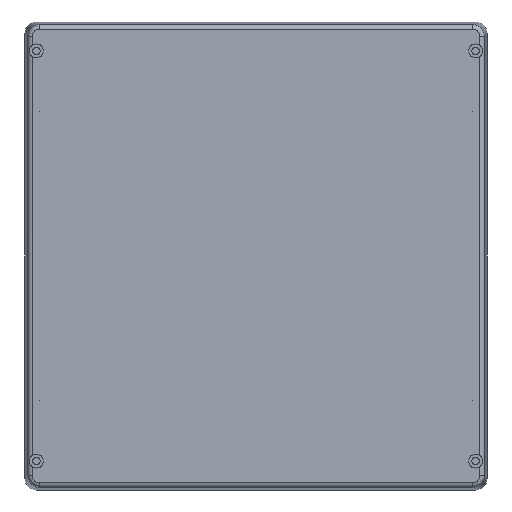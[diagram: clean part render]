
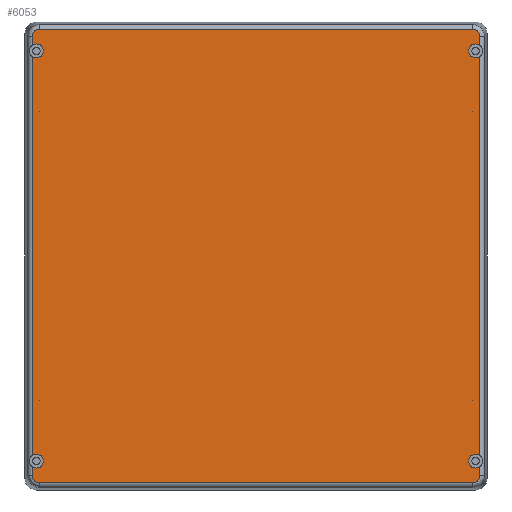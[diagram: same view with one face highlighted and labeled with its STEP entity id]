
A CAD part, front view. The second image highlights one B-rep face of the part: STEP entity #6053.
In plain terms, the highlighted planar face has unit normal (0, -1, 0).
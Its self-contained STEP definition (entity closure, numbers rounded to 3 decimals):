
#2682=DIRECTION('',(0.,0.,1.));
#2683=VECTOR('',#2682,345.439);
#2684=CARTESIAN_POINT('',(193.626,-140.,-172.719));
#2685=LINE('',#2684,#2683);
#2689=CARTESIAN_POINT('',(190.,-140.,-177.5));
#2690=DIRECTION('',(0.,-1.,0.));
#2691=DIRECTION('',(0.604,0.,0.797));
#2692=AXIS2_PLACEMENT_3D('',#2689,#2690,#2691);
#2697=CARTESIAN_POINT('',(190.,-140.,-177.5));
#2698=DIRECTION('',(0.,-1.,0.));
#2699=DIRECTION('',(-1.,0.,0.));
#2700=AXIS2_PLACEMENT_3D('',#2697,#2698,#2699);
#2705=DIRECTION('',(0.,0.,1.));
#2706=VECTOR('',#2705,7.846);
#2707=CARTESIAN_POINT('',(193.626,-140.,
-190.126));
#2708=LINE('',#2707,#2706);
#2712=CARTESIAN_POINT('',(187.626,-140.,
-196.126));
#2713=CARTESIAN_POINT('',(188.081,-140.,
-196.125));
#2714=CARTESIAN_POINT('',(188.966,-140.,
-196.025));
#2715=CARTESIAN_POINT('',(190.25,-140.,
-195.578));
#2716=CARTESIAN_POINT('',(191.398,-140.,-194.857));
#2717=CARTESIAN_POINT('',(192.357,-140.,-193.897));
#2718=CARTESIAN_POINT('',(193.077,-140.,
-192.751));
#2719=CARTESIAN_POINT('',(193.525,-140.,
-191.468));
#2720=CARTESIAN_POINT('',(193.625,-140.,
-190.582));
#2721=CARTESIAN_POINT('',(193.626,-140.,
-190.126));
#2726=DIRECTION('',(1.,0.,0.));
#2727=VECTOR('',#2726,375.253);
#2728=CARTESIAN_POINT('',(-187.626,-140.,
-196.126));
#2729=LINE('',#2728,#2727);
#2733=CARTESIAN_POINT('',(-193.626,-140.,
-190.126));
#2734=CARTESIAN_POINT('',(-193.625,-140.,
-190.581));
#2735=CARTESIAN_POINT('',(-193.525,-140.,
-191.466));
#2736=CARTESIAN_POINT('',(-193.078,-140.,
-192.75));
#2737=CARTESIAN_POINT('',(-192.357,-140.,-193.898));
#2738=CARTESIAN_POINT('',(-191.397,-140.,-194.857));
#2739=CARTESIAN_POINT('',(-190.251,-140.,
-195.577));
#2740=CARTESIAN_POINT('',(-188.968,-140.,
-196.025));
#2741=CARTESIAN_POINT('',(-188.082,-140.,
-196.125));
#2742=CARTESIAN_POINT('',(-187.626,-140.,
-196.126));
#2747=DIRECTION('',(0.,0.,-1.));
#2748=VECTOR('',#2747,7.846);
#2749=CARTESIAN_POINT('',(-193.626,-140.,-182.281));
#2750=LINE('',#2749,#2748);
#2754=CARTESIAN_POINT('',(-190.,-140.,-177.5));
#2755=DIRECTION('',(0.,-1.,0.));
#2756=DIRECTION('',(-0.604,0.,-0.797));
#2757=AXIS2_PLACEMENT_3D('',#2754,#2755,#2756);
#2762=CARTESIAN_POINT('',(-190.,-140.,-177.5));
#2763=DIRECTION('',(0.,-1.,0.));
#2764=DIRECTION('',(1.,0.,0.));
#2765=AXIS2_PLACEMENT_3D('',#2762,#2763,#2764);
#2770=DIRECTION('',(0.,0.,-1.));
#2771=VECTOR('',#2770,345.439);
#2772=CARTESIAN_POINT('',(-193.626,-140.,172.719));
#2773=LINE('',#2772,#2771);
#2777=CARTESIAN_POINT('',(-190.,-140.,177.5));
#2778=DIRECTION('',(0.,-1.,0.));
#2779=DIRECTION('',(-0.604,0.,-0.797));
#2780=AXIS2_PLACEMENT_3D('',#2777,#2778,#2779);
#2785=CARTESIAN_POINT('',(-190.,-140.,177.5));
#2786=DIRECTION('',(0.,-1.,0.));
#2787=DIRECTION('',(1.,0.,0.));
#2788=AXIS2_PLACEMENT_3D('',#2785,#2786,#2787);
#2793=DIRECTION('',(0.,0.,-1.));
#2794=VECTOR('',#2793,7.846);
#2795=CARTESIAN_POINT('',(-193.626,-140.,
190.126));
#2796=LINE('',#2795,#2794);
#2800=CARTESIAN_POINT('',(-187.626,-140.,
196.126));
#2801=CARTESIAN_POINT('',(-188.081,-140.,
196.125));
#2802=CARTESIAN_POINT('',(-188.966,-140.,
196.025));
#2803=CARTESIAN_POINT('',(-190.25,-140.,
195.578));
#2804=CARTESIAN_POINT('',(-191.398,-140.,194.857));
#2805=CARTESIAN_POINT('',(-192.357,-140.,193.897));
#2806=CARTESIAN_POINT('',(-193.077,-140.,
192.751));
#2807=CARTESIAN_POINT('',(-193.525,-140.,
191.468));
#2808=CARTESIAN_POINT('',(-193.625,-140.,
190.582));
#2809=CARTESIAN_POINT('',(-193.626,-140.,
190.126));
#2814=DIRECTION('',(-1.,0.,0.));
#2815=VECTOR('',#2814,375.253);
#2816=CARTESIAN_POINT('',(187.626,-140.,196.126));
#2817=LINE('',#2816,#2815);
#2821=CARTESIAN_POINT('',(193.626,-140.,190.126));
#2822=CARTESIAN_POINT('',(193.625,-140.,190.581));
#2823=CARTESIAN_POINT('',(193.525,-140.,191.466));
#2824=CARTESIAN_POINT('',(193.078,-140.,192.75));
#2825=CARTESIAN_POINT('',(192.357,-140.,193.898));
#2826=CARTESIAN_POINT('',(191.397,-140.,194.857));
#2827=CARTESIAN_POINT('',(190.251,-140.,195.577));
#2828=CARTESIAN_POINT('',(188.968,-140.,196.025));
#2829=CARTESIAN_POINT('',(188.082,-140.,196.125));
#2830=CARTESIAN_POINT('',(187.626,-140.,196.126));
#2835=DIRECTION('',(0.,0.,1.));
#2836=VECTOR('',#2835,7.846);
#2837=CARTESIAN_POINT('',(193.626,-140.,182.281));
#2838=LINE('',#2837,#2836);
#2842=CARTESIAN_POINT('',(190.,-140.,177.5));
#2843=DIRECTION('',(0.,-1.,0.));
#2844=DIRECTION('',(0.604,0.,0.797));
#2845=AXIS2_PLACEMENT_3D('',#2842,#2843,#2844);
#2850=CARTESIAN_POINT('',(190.,-140.,177.5));
#2851=DIRECTION('',(0.,-1.,0.));
#2852=DIRECTION('',(-1.,0.,0.));
#2853=AXIS2_PLACEMENT_3D('',#2850,#2851,#2852);
#3514=CARTESIAN_POINT('',(-184.,-140.,177.5));
#3515=VERTEX_POINT('',#3514);
#3516=CARTESIAN_POINT('',(184.,-140.,177.5));
#3517=VERTEX_POINT('',#3516);
#3518=CARTESIAN_POINT('',(184.,-140.,-177.5));
#3519=VERTEX_POINT('',#3518);
#3520=CARTESIAN_POINT('',(-184.,-140.,-177.5));
#3521=VERTEX_POINT('',#3520);
#3522=CARTESIAN_POINT('',(193.626,-140.,-172.719));
#3523=CARTESIAN_POINT('',(193.626,-140.,172.719));
#3524=VERTEX_POINT('',#3522);
#3525=VERTEX_POINT('',#3523);
#3526=CARTESIAN_POINT('',(193.626,-140.,
-190.126));
#3527=CARTESIAN_POINT('',(193.626,-140.,-182.281));
#3528=VERTEX_POINT('',#3526);
#3529=VERTEX_POINT('',#3527);
#3530=VERTEX_POINT('',#2712);
#3533=CARTESIAN_POINT('',(-187.626,-140.,
-196.126));
#3534=VERTEX_POINT('',#3533);
#3537=VERTEX_POINT('',#2733);
#3539=CARTESIAN_POINT('',(-193.626,-140.,-182.281));
#3540=VERTEX_POINT('',#3539);
#3541=CARTESIAN_POINT('',(-193.626,-140.,172.719));
#3542=CARTESIAN_POINT('',(-193.626,-140.,-172.719));
#3543=VERTEX_POINT('',#3541);
#3544=VERTEX_POINT('',#3542);
#3545=CARTESIAN_POINT('',(193.626,-140.,182.281));
#3546=CARTESIAN_POINT('',(193.626,-140.,190.126));
#3547=VERTEX_POINT('',#3545);
#3548=VERTEX_POINT('',#3546);
#3549=VERTEX_POINT('',#2830);
#3552=CARTESIAN_POINT('',(-187.626,-140.,
196.126));
#3553=VERTEX_POINT('',#3552);
#3556=VERTEX_POINT('',#2809);
#3558=CARTESIAN_POINT('',(-193.626,-140.,182.281));
#3559=VERTEX_POINT('',#3558);
#6008=CARTESIAN_POINT('',(0.,-140.,0.));
#6009=DIRECTION('',(0.,1.,0.));
#6010=DIRECTION('',(1.,0.,0.));
#6011=AXIS2_PLACEMENT_3D('',#6008,#6009,#6010);
#6012=PLANE('',#6011);
#6014=ORIENTED_EDGE('',*,*,#6013,.F.);
#6016=ORIENTED_EDGE('',*,*,#6015,.T.);
#6018=ORIENTED_EDGE('',*,*,#6017,.T.);
#6020=ORIENTED_EDGE('',*,*,#6019,.F.);
#6022=ORIENTED_EDGE('',*,*,#6021,.F.);
#6024=ORIENTED_EDGE('',*,*,#6023,.F.);
#6026=ORIENTED_EDGE('',*,*,#6025,.F.);
#6028=ORIENTED_EDGE('',*,*,#6027,.F.);
#6030=ORIENTED_EDGE('',*,*,#6029,.T.);
#6032=ORIENTED_EDGE('',*,*,#6031,.T.);
#6034=ORIENTED_EDGE('',*,*,#6033,.F.);
#6035=ORIENTED_EDGE('',*,*,#5998,.T.);
#6036=ORIENTED_EDGE('',*,*,#5985,.T.);
#6038=ORIENTED_EDGE('',*,*,#6037,.F.);
#6040=ORIENTED_EDGE('',*,*,#6039,.F.);
#6042=ORIENTED_EDGE('',*,*,#6041,.F.);
#6044=ORIENTED_EDGE('',*,*,#6043,.F.);
#6046=ORIENTED_EDGE('',*,*,#6045,.F.);
#6048=ORIENTED_EDGE('',*,*,#6047,.T.);
#6050=ORIENTED_EDGE('',*,*,#6049,.T.);
#6051=EDGE_LOOP('',(#6014,#6016,#6018,#6020,#6022,#6024,#6026,#6028,#6030,#6032,
#6034,#6035,#6036,#6038,#6040,#6042,#6044,#6046,#6048,#6050));
#6052=FACE_OUTER_BOUND('',#6051,.F.);
#6053=ADVANCED_FACE('',(#6052),#6012,.F.);
#2693=CIRCLE('',#2692,6.);
#2701=CIRCLE('',#2700,6.);
#2722=B_SPLINE_CURVE_WITH_KNOTS('',3,(#2712,#2713,#2714,#2715,#2716,#2717,#2718,
#2719,#2720,#2721),.UNSPECIFIED.,.F.,.F.,(4,1,1,1,1,1,1,4),(0.,
0.143,0.286,0.429,0.571,
0.714,0.857,1.),.UNSPECIFIED.);
#2743=B_SPLINE_CURVE_WITH_KNOTS('',3,(#2733,#2734,#2735,#2736,#2737,#2738,#2739,
#2740,#2741,#2742),.UNSPECIFIED.,.F.,.F.,(4,1,1,1,1,1,1,4),(0.,
0.143,0.286,0.429,0.571,
0.714,0.857,1.),.UNSPECIFIED.);
#2758=CIRCLE('',#2757,6.);
#2766=CIRCLE('',#2765,6.);
#2781=CIRCLE('',#2780,6.);
#2789=CIRCLE('',#2788,6.);
#2810=B_SPLINE_CURVE_WITH_KNOTS('',3,(#2800,#2801,#2802,#2803,#2804,#2805,#2806,
#2807,#2808,#2809),.UNSPECIFIED.,.F.,.F.,(4,1,1,1,1,1,1,4),(0.,
0.143,0.286,0.429,0.571,
0.714,0.857,1.),.UNSPECIFIED.);
#2831=B_SPLINE_CURVE_WITH_KNOTS('',3,(#2821,#2822,#2823,#2824,#2825,#2826,#2827,
#2828,#2829,#2830),.UNSPECIFIED.,.F.,.F.,(4,1,1,1,1,1,1,4),(0.,
0.143,0.286,0.429,0.571,
0.714,0.857,1.),.UNSPECIFIED.);
#2846=CIRCLE('',#2845,6.);
#2854=CIRCLE('',#2853,6.);
#5985=EDGE_CURVE('',#3515,#3559,#2789,.T.);
#5998=EDGE_CURVE('',#3543,#3515,#2781,.T.);
#6013=EDGE_CURVE('',#3524,#3525,#2685,.T.);
#6015=EDGE_CURVE('',#3524,#3519,#2693,.T.);
#6017=EDGE_CURVE('',#3519,#3529,#2701,.T.);
#6019=EDGE_CURVE('',#3528,#3529,#2708,.T.);
#6021=EDGE_CURVE('',#3530,#3528,#2722,.T.);
#6023=EDGE_CURVE('',#3534,#3530,#2729,.T.);
#6025=EDGE_CURVE('',#3537,#3534,#2743,.T.);
#6027=EDGE_CURVE('',#3540,#3537,#2750,.T.);
#6029=EDGE_CURVE('',#3540,#3521,#2758,.T.);
#6031=EDGE_CURVE('',#3521,#3544,#2766,.T.);
#6033=EDGE_CURVE('',#3543,#3544,#2773,.T.);
#6037=EDGE_CURVE('',#3556,#3559,#2796,.T.);
#6039=EDGE_CURVE('',#3553,#3556,#2810,.T.);
#6041=EDGE_CURVE('',#3549,#3553,#2817,.T.);
#6043=EDGE_CURVE('',#3548,#3549,#2831,.T.);
#6045=EDGE_CURVE('',#3547,#3548,#2838,.T.);
#6047=EDGE_CURVE('',#3547,#3517,#2846,.T.);
#6049=EDGE_CURVE('',#3517,#3525,#2854,.T.);
